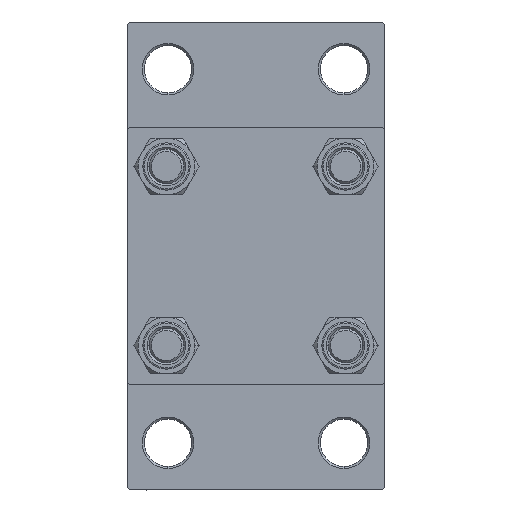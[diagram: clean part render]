
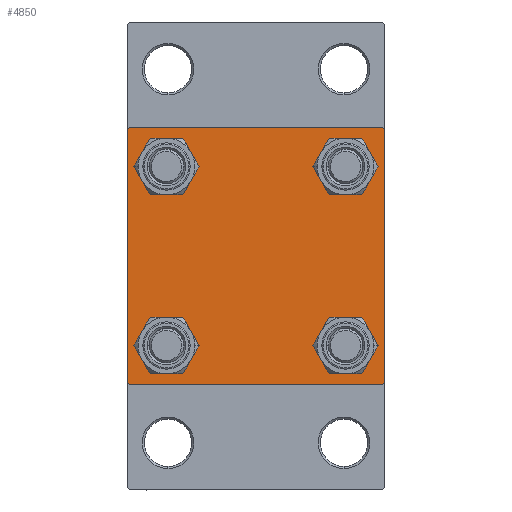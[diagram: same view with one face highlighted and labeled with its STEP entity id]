
A CAD part, left-side view. The second image highlights one B-rep face of the part: STEP entity #4850.
In plain terms, the highlighted planar face has unit normal (-1, 0, 0).
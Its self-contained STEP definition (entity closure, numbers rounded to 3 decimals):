
#85 = EDGE_CURVE ( 'NONE', #22378, #27744, #798, .T. ) ;
#704 = EDGE_CURVE ( 'NONE', #22378, #3882, #25447, .T. ) ;
#798 = LINE ( 'NONE', #15431, #11671 ) ;
#800 = EDGE_CURVE ( 'NONE', #37773, #13634, #18579, .T. ) ;
#873 = ORIENTED_EDGE ( 'NONE', *, *, #704, .T. ) ;
#1095 = EDGE_CURVE ( 'NONE', #27750, #34668, #27029, .T. ) ;
#1279 = LINE ( 'NONE', #44482, #12799 ) ;
#1516 = DIRECTION ( 'NONE',  ( 0., -1., 0. ) ) ;
#1518 = DIRECTION ( 'NONE',  ( 0., -1., 0. ) ) ;
#2021 = VECTOR ( 'NONE', #40304, 1000. ) ;
#2052 = EDGE_CURVE ( 'NONE', #9143, #8161, #29232, .T. ) ;
#2551 = ORIENTED_EDGE ( 'NONE', *, *, #2052, .T. ) ;
#2951 = CARTESIAN_POINT ( 'NONE',  ( 0., 30., -29.5 ) ) ;
#3595 = DIRECTION ( 'NONE',  ( -1., 0., 0. ) ) ;
#3882 = VERTEX_POINT ( 'NONE', #41790 ) ;
#4069 = PLANE ( 'NONE',  #46219 ) ;
#4409 = DIRECTION ( 'NONE',  ( 1., 0., 0. ) ) ;
#4850 = ADVANCED_FACE ( 'NONE', ( #18454, #39614, #17750, #47280, #14856 ), #4069, .T. ) ;
#5084 = DIRECTION ( 'NONE',  ( 1., 0., 0. ) ) ;
#5909 = ORIENTED_EDGE ( 'NONE', *, *, #36896, .T. ) ;
#6831 = LINE ( 'NONE', #21454, #34128 ) ;
#7241 = EDGE_CURVE ( 'NONE', #42883, #24849, #36340, .T. ) ;
#8161 = VERTEX_POINT ( 'NONE', #17575 ) ;
#8343 = CARTESIAN_POINT ( 'NONE',  ( 0., -29.75, 29.75 ) ) ;
#8606 = VECTOR ( 'NONE', #8824, 1000. ) ;
#8706 = AXIS2_PLACEMENT_3D ( 'NONE', #32653, #24994, #25462 ) ;
#8824 = DIRECTION ( 'NONE',  ( 0., 0.707, 0.707 ) ) ;
#9110 = EDGE_LOOP ( 'NONE', ( #34914, #2551, #44298, #44565, #45920, #22675, #20293, #873 ) ) ;
#9143 = VERTEX_POINT ( 'NONE', #2951 ) ;
#9400 = CARTESIAN_POINT ( 'NONE',  ( 0., -29.5, -30. ) ) ;
#9520 = EDGE_LOOP ( 'NONE', ( #23366, #31909 ) ) ;
#10028 = ORIENTED_EDGE ( 'NONE', *, *, #28425, .T. ) ;
#10848 = DIRECTION ( 'NONE',  ( 0., 0., 1. ) ) ;
#11265 = CARTESIAN_POINT ( 'NONE',  ( 0., -20.85, -25.35 ) ) ;
#11671 = VECTOR ( 'NONE', #1518, 1000. ) ;
#12343 = CARTESIAN_POINT ( 'NONE',  ( 0., 20.85, -25.35 ) ) ;
#12759 = EDGE_CURVE ( 'NONE', #3882, #9143, #14145, .T. ) ;
#12799 = VECTOR ( 'NONE', #1516, 1000. ) ;
#13310 = DIRECTION ( 'NONE',  ( 0., 0., 1. ) ) ;
#13634 = VERTEX_POINT ( 'NONE', #11265 ) ;
#14145 = LINE ( 'NONE', #28552, #2021 ) ;
#14161 = DIRECTION ( 'NONE',  ( 1., 0., 0. ) ) ;
#14856 = FACE_OUTER_BOUND ( 'NONE', #9110, .T. ) ;
#15159 = CARTESIAN_POINT ( 'NONE',  ( 0., -20.85, 25.35 ) ) ;
#15431 = CARTESIAN_POINT ( 'NONE',  ( 0., 30., 30. ) ) ;
#15537 = AXIS2_PLACEMENT_3D ( 'NONE', #23925, #23024, #38325 ) ;
#17120 = CIRCLE ( 'NONE', #8706, 4.5 ) ;
#17148 = DIRECTION ( 'NONE',  ( 1., 0., 0. ) ) ;
#17575 = CARTESIAN_POINT ( 'NONE',  ( 0., 29.5, -30. ) ) ;
#17750 = FACE_BOUND ( 'NONE', #23932, .T. ) ;
#18340 = AXIS2_PLACEMENT_3D ( 'NONE', #47045, #14161, #38665 ) ;
#18454 = FACE_BOUND ( 'NONE', #19692, .T. ) ;
#18579 = CIRCLE ( 'NONE', #15537, 4.5 ) ;
#18619 = DIRECTION ( 'NONE',  ( 0., 0., -1. ) ) ;
#18750 = EDGE_CURVE ( 'NONE', #8161, #36949, #1279, .T. ) ;
#19354 = LINE ( 'NONE', #8343, #8606 ) ;
#19408 = EDGE_CURVE ( 'NONE', #40542, #39082, #22694, .T. ) ;
#19692 = EDGE_LOOP ( 'NONE', ( #19872, #30094 ) ) ;
#19872 = ORIENTED_EDGE ( 'NONE', *, *, #41050, .T. ) ;
#20059 = AXIS2_PLACEMENT_3D ( 'NONE', #35149, #17148, #13310 ) ;
#20293 = ORIENTED_EDGE ( 'NONE', *, *, #85, .F. ) ;
#20423 = DIRECTION ( 'NONE',  ( 0., 0., 1. ) ) ;
#20501 = CARTESIAN_POINT ( 'NONE',  ( 0., 20.85, 20.85 ) ) ;
#21089 = CARTESIAN_POINT ( 'NONE',  ( 0., 29.5, 30. ) ) ;
#21454 = CARTESIAN_POINT ( 'NONE',  ( 0., -29.75, -29.75 ) ) ;
#21716 = CARTESIAN_POINT ( 'NONE',  ( 0., -20.85, -16.35 ) ) ;
#21840 = CARTESIAN_POINT ( 'NONE',  ( 0., 29.75, 29.75 ) ) ;
#22075 = ORIENTED_EDGE ( 'NONE', *, *, #800, .T. ) ;
#22378 = VERTEX_POINT ( 'NONE', #21089 ) ;
#22414 = VECTOR ( 'NONE', #44168, 1000. ) ;
#22675 = ORIENTED_EDGE ( 'NONE', *, *, #37519, .T. ) ;
#22694 = LINE ( 'NONE', #40472, #46552 ) ;
#23024 = DIRECTION ( 'NONE',  ( 1., 0., 0. ) ) ;
#23366 = ORIENTED_EDGE ( 'NONE', *, *, #36195, .T. ) ;
#23925 = CARTESIAN_POINT ( 'NONE',  ( 0., -20.85, -20.85 ) ) ;
#23932 = EDGE_LOOP ( 'NONE', ( #5909, #10028 ) ) ;
#24504 = CARTESIAN_POINT ( 'NONE',  ( 0., 20.85, 16.35 ) ) ;
#24827 = AXIS2_PLACEMENT_3D ( 'NONE', #29079, #43725, #10848 ) ;
#24849 = VERTEX_POINT ( 'NONE', #15159 ) ;
#24922 = CARTESIAN_POINT ( 'NONE',  ( 0., 20.85, 25.35 ) ) ;
#24994 = DIRECTION ( 'NONE',  ( 1., 0., 0. ) ) ;
#25169 = CARTESIAN_POINT ( 'NONE',  ( 0., 29.75, -29.75 ) ) ;
#25447 = LINE ( 'NONE', #21840, #22414 ) ;
#25462 = DIRECTION ( 'NONE',  ( 0., 0., 1. ) ) ;
#25668 = DIRECTION ( 'NONE',  ( 0., 0., 1. ) ) ;
#25867 = DIRECTION ( 'NONE',  ( 0., -0.707, -0.707 ) ) ;
#27029 = CIRCLE ( 'NONE', #46185, 4.5 ) ;
#27627 = CARTESIAN_POINT ( 'NONE',  ( 0., 20.85, -20.85 ) ) ;
#27744 = VERTEX_POINT ( 'NONE', #28117 ) ;
#27750 = VERTEX_POINT ( 'NONE', #24504 ) ;
#28117 = CARTESIAN_POINT ( 'NONE',  ( 0., -29.5, 30. ) ) ;
#28153 = ORIENTED_EDGE ( 'NONE', *, *, #33354, .T. ) ;
#28425 = EDGE_CURVE ( 'NONE', #37868, #40631, #29077, .T. ) ;
#28552 = CARTESIAN_POINT ( 'NONE',  ( 0., 30., 30. ) ) ;
#29077 = CIRCLE ( 'NONE', #18340, 4.5 ) ;
#29079 = CARTESIAN_POINT ( 'NONE',  ( 0., -20.85, 20.85 ) ) ;
#29232 = LINE ( 'NONE', #25169, #35494 ) ;
#29500 = CARTESIAN_POINT ( 'NONE',  ( 0., 0., 0. ) ) ;
#29599 = CARTESIAN_POINT ( 'NONE',  ( 0., -20.85, -20.85 ) ) ;
#30094 = ORIENTED_EDGE ( 'NONE', *, *, #7241, .T. ) ;
#30785 = CIRCLE ( 'NONE', #46103, 4.5 ) ;
#30882 = CARTESIAN_POINT ( 'NONE',  ( 0., -20.85, 16.35 ) ) ;
#31909 = ORIENTED_EDGE ( 'NONE', *, *, #1095, .T. ) ;
#32323 = CIRCLE ( 'NONE', #20059, 4.5 ) ;
#32653 = CARTESIAN_POINT ( 'NONE',  ( 0., -20.85, 20.85 ) ) ;
#32957 = AXIS2_PLACEMENT_3D ( 'NONE', #29599, #4409, #47374 ) ;
#33354 = EDGE_CURVE ( 'NONE', #13634, #37773, #35384, .T. ) ;
#34128 = VECTOR ( 'NONE', #36103, 1000. ) ;
#34190 = DIRECTION ( 'NONE',  ( 0., 0., 1. ) ) ;
#34668 = VERTEX_POINT ( 'NONE', #24922 ) ;
#34914 = ORIENTED_EDGE ( 'NONE', *, *, #12759, .T. ) ;
#35149 = CARTESIAN_POINT ( 'NONE',  ( 0., 20.85, 20.85 ) ) ;
#35384 = CIRCLE ( 'NONE', #32957, 4.5 ) ;
#35494 = VECTOR ( 'NONE', #25867, 1000. ) ;
#36103 = DIRECTION ( 'NONE',  ( 0., -0.707, 0.707 ) ) ;
#36195 = EDGE_CURVE ( 'NONE', #34668, #27750, #32323, .T. ) ;
#36340 = CIRCLE ( 'NONE', #24827, 4.5 ) ;
#36896 = EDGE_CURVE ( 'NONE', #40631, #37868, #30785, .T. ) ;
#36949 = VERTEX_POINT ( 'NONE', #9400 ) ;
#37519 = EDGE_CURVE ( 'NONE', #40542, #27744, #19354, .T. ) ;
#37773 = VERTEX_POINT ( 'NONE', #21716 ) ;
#37868 = VERTEX_POINT ( 'NONE', #12343 ) ;
#38325 = DIRECTION ( 'NONE',  ( 0., 0., 1. ) ) ;
#38665 = DIRECTION ( 'NONE',  ( 0., 0., 1. ) ) ;
#39082 = VERTEX_POINT ( 'NONE', #42526 ) ;
#39614 = FACE_BOUND ( 'NONE', #43193, .T. ) ;
#40304 = DIRECTION ( 'NONE',  ( 0., 0., -1. ) ) ;
#40472 = CARTESIAN_POINT ( 'NONE',  ( 0., -30., 30. ) ) ;
#40542 = VERTEX_POINT ( 'NONE', #44294 ) ;
#40631 = VERTEX_POINT ( 'NONE', #41653 ) ;
#41050 = EDGE_CURVE ( 'NONE', #24849, #42883, #17120, .T. ) ;
#41649 = DIRECTION ( 'NONE',  ( 1., 0., 0. ) ) ;
#41653 = CARTESIAN_POINT ( 'NONE',  ( 0., 20.85, -16.35 ) ) ;
#41790 = CARTESIAN_POINT ( 'NONE',  ( 0., 30., 29.5 ) ) ;
#42526 = CARTESIAN_POINT ( 'NONE',  ( 0., -30., -29.5 ) ) ;
#42883 = VERTEX_POINT ( 'NONE', #30882 ) ;
#43193 = EDGE_LOOP ( 'NONE', ( #22075, #28153 ) ) ;
#43725 = DIRECTION ( 'NONE',  ( 1., 0., 0. ) ) ;
#44168 = DIRECTION ( 'NONE',  ( 0., 0.707, -0.707 ) ) ;
#44294 = CARTESIAN_POINT ( 'NONE',  ( 0., -30., 29.5 ) ) ;
#44298 = ORIENTED_EDGE ( 'NONE', *, *, #18750, .T. ) ;
#44482 = CARTESIAN_POINT ( 'NONE',  ( 0., 30., -30. ) ) ;
#44565 = ORIENTED_EDGE ( 'NONE', *, *, #45588, .T. ) ;
#45588 = EDGE_CURVE ( 'NONE', #36949, #39082, #6831, .T. ) ;
#45920 = ORIENTED_EDGE ( 'NONE', *, *, #19408, .F. ) ;
#46103 = AXIS2_PLACEMENT_3D ( 'NONE', #27627, #5084, #20423 ) ;
#46185 = AXIS2_PLACEMENT_3D ( 'NONE', #20501, #41649, #34190 ) ;
#46219 = AXIS2_PLACEMENT_3D ( 'NONE', #29500, #3595, #25668 ) ;
#46552 = VECTOR ( 'NONE', #18619, 1000. ) ;
#47045 = CARTESIAN_POINT ( 'NONE',  ( 0., 20.85, -20.85 ) ) ;
#47280 = FACE_BOUND ( 'NONE', #9520, .T. ) ;
#47374 = DIRECTION ( 'NONE',  ( 0., 0., 1. ) ) ;
